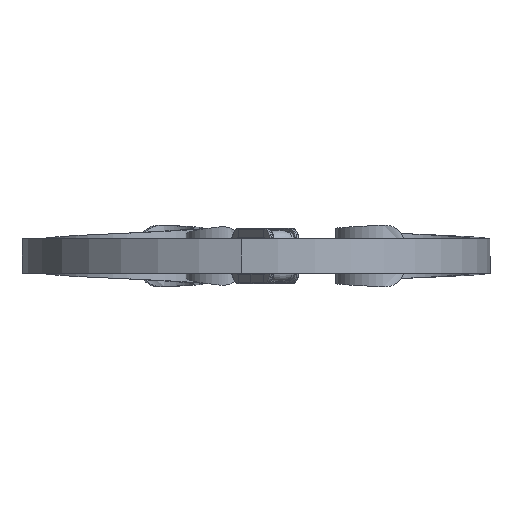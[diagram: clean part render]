
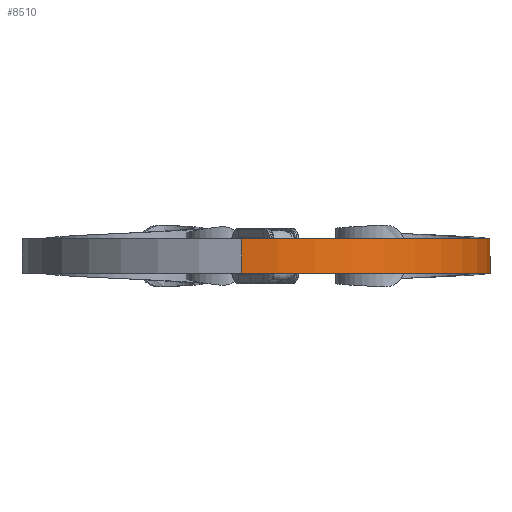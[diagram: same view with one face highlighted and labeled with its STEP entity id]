
A CAD part, front view. The second image highlights one B-rep face of the part: STEP entity #8510.
In plain terms, the highlighted cylindrical face has radius 100 mm (diameter 200 mm), a partial arc.
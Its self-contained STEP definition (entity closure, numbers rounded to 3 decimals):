
#357 = CARTESIAN_POINT ( 'NONE',  ( 110., -160., -8. ) ) ;
#412 = VECTOR ( 'NONE', #17407, 1000. ) ;
#867 = CARTESIAN_POINT ( 'NONE',  ( -6.667, -258.601, 8. ) ) ;
#1821 = CARTESIAN_POINT ( 'NONE',  ( 110., -160., -8. ) ) ;
#1858 = DIRECTION ( 'NONE',  ( 0., 0., -1. ) ) ;
#1880 = FACE_OUTER_BOUND ( 'NONE', #12505, .T. ) ;
#2710 = DIRECTION ( 'NONE',  ( -0.167, -0.986, 0. ) ) ;
#3879 = LINE ( 'NONE', #7181, #412 ) ;
#5258 = EDGE_CURVE ( 'NONE', #15527, #15150, #15030, .T. ) ;
#5699 = CARTESIAN_POINT ( 'NONE',  ( 110., -160., 8. ) ) ;
#6341 = DIRECTION ( 'NONE',  ( 0., 0., 1. ) ) ;
#6545 = CARTESIAN_POINT ( 'NONE',  ( 10., -160., -8. ) ) ;
#6726 = AXIS2_PLACEMENT_3D ( 'NONE', #6545, #6341, #7955 ) ;
#7009 = EDGE_CURVE ( 'NONE', #15150, #14620, #12460, .T. ) ;
#7181 = CARTESIAN_POINT ( 'NONE',  ( -6.667, -258.601, -8. ) ) ;
#7351 = CARTESIAN_POINT ( 'NONE',  ( 10., -160., 8. ) ) ;
#7955 = DIRECTION ( 'NONE',  ( -0.167, -0.986, 0. ) ) ;
#8510 = ADVANCED_FACE ( 'NONE', ( #1880 ), #9254, .T. ) ;
#9030 = CARTESIAN_POINT ( 'NONE',  ( 10., -160., 0. ) ) ;
#9151 = DIRECTION ( 'NONE',  ( 0., 0., 1. ) ) ;
#9254 = CYLINDRICAL_SURFACE ( 'NONE', #12415, 100. ) ;
#10060 = VERTEX_POINT ( 'NONE', #11840 ) ;
#11166 = ORIENTED_EDGE ( 'NONE', *, *, #5258, .F. ) ;
#11840 = CARTESIAN_POINT ( 'NONE',  ( -6.667, -258.601, -8. ) ) ;
#12129 = DIRECTION ( 'NONE',  ( 1., 0., 0. ) ) ;
#12415 = AXIS2_PLACEMENT_3D ( 'NONE', #9030, #9151, #12129 ) ;
#12460 = LINE ( 'NONE', #357, #17276 ) ;
#12505 = EDGE_LOOP ( 'NONE', ( #13708, #15752, #11166, #15054 ) ) ;
#12967 = DIRECTION ( 'NONE',  ( 0., 0., 1. ) ) ;
#13500 = EDGE_CURVE ( 'NONE', #15527, #10060, #3879, .T. ) ;
#13708 = ORIENTED_EDGE ( 'NONE', *, *, #14135, .T. ) ;
#13925 = CIRCLE ( 'NONE', #6726, 100. ) ;
#14135 = EDGE_CURVE ( 'NONE', #10060, #14620, #13925, .T. ) ;
#14620 = VERTEX_POINT ( 'NONE', #1821 ) ;
#15030 = CIRCLE ( 'NONE', #17547, 100. ) ;
#15054 = ORIENTED_EDGE ( 'NONE', *, *, #13500, .T. ) ;
#15150 = VERTEX_POINT ( 'NONE', #5699 ) ;
#15527 = VERTEX_POINT ( 'NONE', #867 ) ;
#15752 = ORIENTED_EDGE ( 'NONE', *, *, #7009, .F. ) ;
#17276 = VECTOR ( 'NONE', #1858, 1000. ) ;
#17407 = DIRECTION ( 'NONE',  ( 0., 0., -1. ) ) ;
#17547 = AXIS2_PLACEMENT_3D ( 'NONE', #7351, #12967, #2710 ) ;
